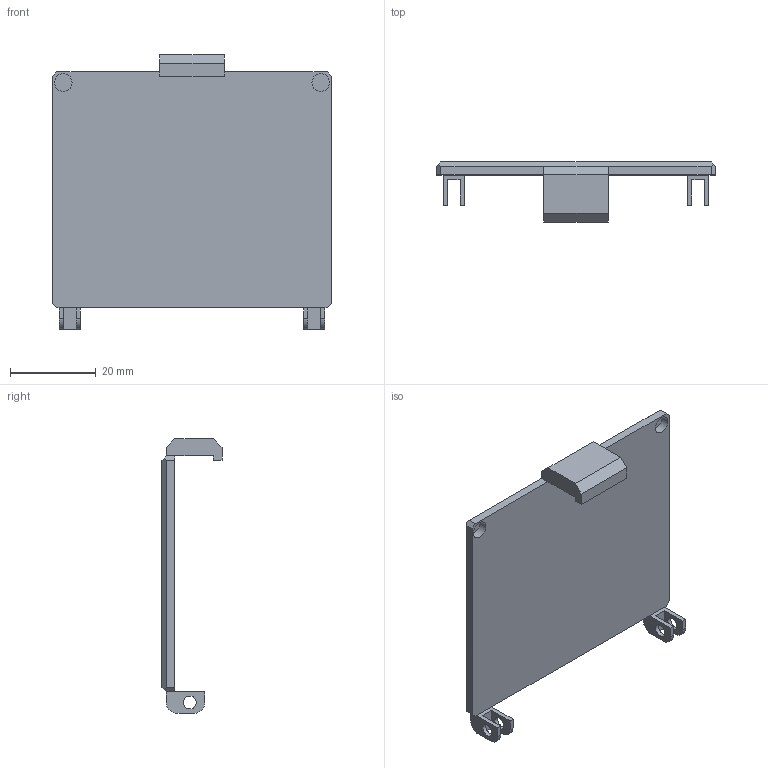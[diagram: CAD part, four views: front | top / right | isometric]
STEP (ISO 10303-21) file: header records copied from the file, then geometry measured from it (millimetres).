
FILE_DESCRIPTION(/* description */ (''),/* implementation_level */ '2;1');
FILE_NAME(/* name */ 'Control Box - Lid v3.step',/* time_stamp */ '2024-08-24T11:48:30-05:00',/* author */ (''),/* organization */ (''),/* preprocessor_version */ 'ST-DEVELOPER v20',/* originating_system */ 'Autodesk Translation Framework v13.14.0.145',/* authorisation */ '');
FILE_SCHEMA (('AUTOMOTIVE_DESIGN { 1 0 10303 214 3 1 1 }'));
Length unit declared in the file: millimetre
Products named in the file (1): Control Box - Lid
Bounding box: 65 x 14 x 64 mm (x, y, z)
Volume: 11440.6 mm3; surface area: 8932.7 mm2
Topology: 1 solids, 1 shells, 407 faces, 1122 edges, 744 vertices
Faces by surface type: bspline 228, plane 167, cylinder 12
Full cylindrical faces by diameter (mm): 3 x4, 4.1 x2
Entity records: 15013 total; most frequent: CARTESIAN_POINT 6150, ORIENTED_EDGE 2244, EDGE_CURVE 1122, DIRECTION 1050, VERTEX_POINT 744, LINE 642, VECTOR 642, B_SPLINE_CURVE_WITH_KNOTS 456
